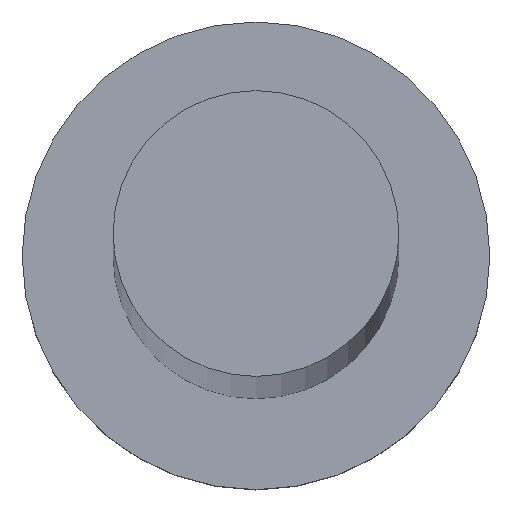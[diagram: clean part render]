
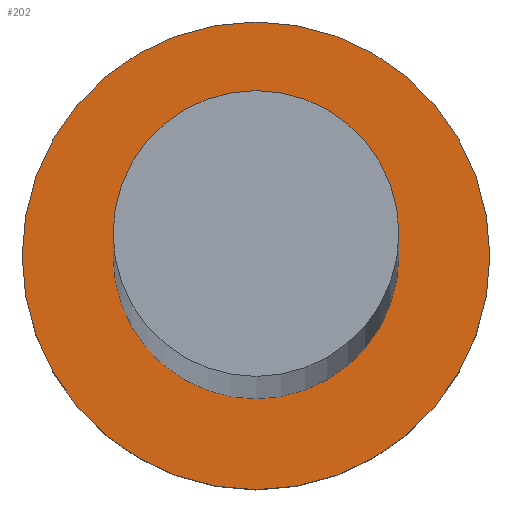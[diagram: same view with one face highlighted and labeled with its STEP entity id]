
A CAD part, top view. The second image highlights one B-rep face of the part: STEP entity #202.
In plain terms, the highlighted planar face has unit normal (0, 0, 1).
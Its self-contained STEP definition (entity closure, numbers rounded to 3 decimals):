
#3 = EDGE_LOOP ( 'NONE', ( #14, #96 ) ) ;
#14 = ORIENTED_EDGE ( 'NONE', *, *, #87, .F. ) ;
#25 = CIRCLE ( 'NONE', #161, 5.5 ) ;
#33 = DIRECTION ( 'NONE',  ( 1., 0., 0. ) ) ;
#41 = EDGE_CURVE ( 'NONE', #177, #167, #211, .T. ) ;
#43 = DIRECTION ( 'NONE',  ( 0., 0., 1. ) ) ;
#49 = EDGE_LOOP ( 'NONE', ( #173, #190 ) ) ;
#53 = DIRECTION ( 'NONE',  ( 0., 0., 1. ) ) ;
#56 = FACE_OUTER_BOUND ( 'NONE', #49, .T. ) ;
#59 = PLANE ( 'NONE',  #143 ) ;
#71 = FACE_BOUND ( 'NONE', #3, .T. ) ;
#87 = EDGE_CURVE ( 'NONE', #242, #239, #25, .T. ) ;
#92 = DIRECTION ( 'NONE',  ( 1., 0., 0. ) ) ;
#96 = ORIENTED_EDGE ( 'NONE', *, *, #107, .F. ) ;
#99 = AXIS2_PLACEMENT_3D ( 'NONE', #245, #249, #160 ) ;
#102 = EDGE_CURVE ( 'NONE', #167, #177, #116, .T. ) ;
#107 = EDGE_CURVE ( 'NONE', #239, #242, #215, .T. ) ;
#109 = CARTESIAN_POINT ( 'NONE',  ( -9., 0., 6.5 ) ) ;
#112 = CARTESIAN_POINT ( 'NONE',  ( 9., 0., 6.5 ) ) ;
#116 = CIRCLE ( 'NONE', #183, 9. ) ;
#123 = DIRECTION ( 'NONE',  ( 0., 0., 1. ) ) ;
#143 = AXIS2_PLACEMENT_3D ( 'NONE', #230, #43, #241 ) ;
#156 = CARTESIAN_POINT ( 'NONE',  ( -5.5, 0., 6.5 ) ) ;
#158 = DIRECTION ( 'NONE',  ( 1., 0., 0. ) ) ;
#160 = DIRECTION ( 'NONE',  ( 1., 0., 0. ) ) ;
#161 = AXIS2_PLACEMENT_3D ( 'NONE', #182, #123, #92 ) ;
#167 = VERTEX_POINT ( 'NONE', #109 ) ;
#173 = ORIENTED_EDGE ( 'NONE', *, *, #102, .T. ) ;
#177 = VERTEX_POINT ( 'NONE', #112 ) ;
#182 = CARTESIAN_POINT ( 'NONE',  ( 0., 0., 6.5 ) ) ;
#183 = AXIS2_PLACEMENT_3D ( 'NONE', #223, #53, #158 ) ;
#185 = DIRECTION ( 'NONE',  ( 0., 0., 1. ) ) ;
#190 = ORIENTED_EDGE ( 'NONE', *, *, #41, .T. ) ;
#201 = CARTESIAN_POINT ( 'NONE',  ( 5.5, 0., 6.5 ) ) ;
#202 = ADVANCED_FACE ( 'NONE', ( #71, #56 ), #59, .T. ) ;
#207 = CARTESIAN_POINT ( 'NONE',  ( 0., 0., 6.5 ) ) ;
#211 = CIRCLE ( 'NONE', #229, 9. ) ;
#215 = CIRCLE ( 'NONE', #99, 5.5 ) ;
#223 = CARTESIAN_POINT ( 'NONE',  ( 0., 0., 6.5 ) ) ;
#229 = AXIS2_PLACEMENT_3D ( 'NONE', #207, #185, #33 ) ;
#230 = CARTESIAN_POINT ( 'NONE',  ( 0., 0., 6.5 ) ) ;
#239 = VERTEX_POINT ( 'NONE', #201 ) ;
#241 = DIRECTION ( 'NONE',  ( 1., 0., 0. ) ) ;
#242 = VERTEX_POINT ( 'NONE', #156 ) ;
#245 = CARTESIAN_POINT ( 'NONE',  ( 0., 0., 6.5 ) ) ;
#249 = DIRECTION ( 'NONE',  ( 0., 0., 1. ) ) ;
